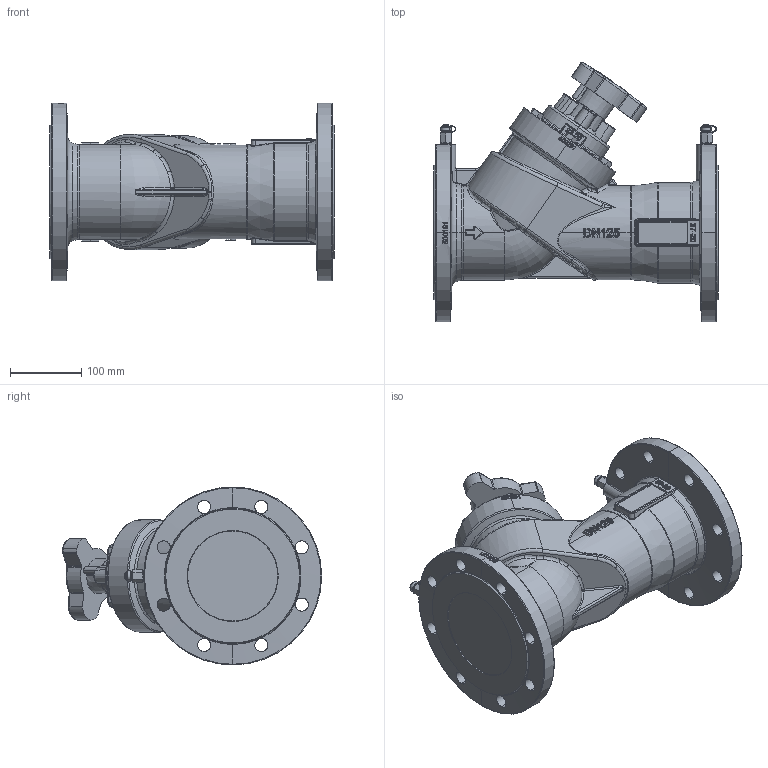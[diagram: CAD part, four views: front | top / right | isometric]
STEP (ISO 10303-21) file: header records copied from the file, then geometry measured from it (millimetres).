
FILE_DESCRIPTION(('CATIA V5 STEP Exchange','CAx-IF Rec.Pracs.--- Model Styling and Organization---1.4--- 2014-01-23','CAx-IF Rec.Pracs.---3D Tessellated Data Validation Properties---0.5---2014-09-14'),'2;1');
FILE_NAME('STEP_130123_-_TST.stp','2022-01-12T18:15:00+00:00',('none'),('none'),'CATIA Version 5-6 Release 2019 SP3','CATIA V5 STEP AP242 v1','none');
FILE_SCHEMA(('AP242_MANAGED_MODEL_BASED_3D_ENGINEERING_MIM_LF {1 0 10303 442 1 1 4}'));
Products named in the file (1): 130123 - TST
Bounding box: 400 x 364.42 x 250 mm (x, y, z)
Volume: 9436378.2 mm3; surface area: 490508.1 mm2
Topology: 1 solids, 21 shells, 1969 faces, 5269 edges, 3363 vertices
Faces by surface type: bspline 756, plane 504, cylinder 364, cone 202, torus 126, sphere 17
Entity records: 84291 total; most frequent: CARTESIAN_POINT 46742, ORIENTED_EDGE 10440, EDGE_CURVE 5220, DIRECTION 3648, VERTEX_POINT 3363, B_SPLINE_CURVE_WITH_KNOTS 2492, EDGE_LOOP 2087, ADVANCED_FACE 1969
